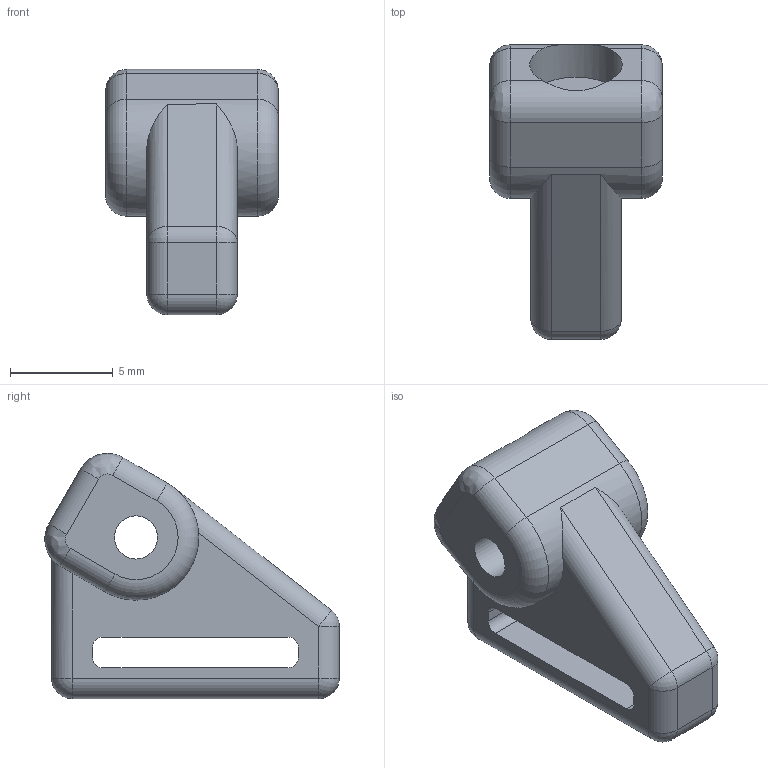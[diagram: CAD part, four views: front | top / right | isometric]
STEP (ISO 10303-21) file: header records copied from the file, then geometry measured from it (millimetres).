
FILE_DESCRIPTION(/* description */ ('','CAx-IF Rec.Pracs.---Representation and Presentation of Product Manufacturing Information (PMI)---4.0---2014-10-13'),/* implementation_level */ '2;1');
FILE_NAME(/* name */ 'Thumb_7.step',/* time_stamp */ '2025-02-11T18:12:25+08:00',/* author */ (''),/* organization */ (''),/* preprocessor_version */ 'ST-DEVELOPER v20',/* originating_system */ 'Autodesk Translation Framework v13.20.0.188',/* authorisation */ '');
FILE_SCHEMA (('AP242_MANAGED_MODEL_BASED_3D_ENGINEERING_MIM_LF { 1 0 10303 442 1 1 4 }'));
Length unit declared in the file: millimetre
Products named in the file (1): Fusion 零部件
Bounding box: 8.4 x 14.33 x 11.94 mm (x, y, z)
Volume: 545 mm3; surface area: 625.8 mm2
Topology: 1 solids, 1 shells, 56 faces, 132 edges, 78 vertices
Faces by surface type: cylinder 26, plane 18, sphere 6, bspline 4, torus 2
Full cylindrical faces by diameter (mm): 2.1 x1, 4.5 x1
Entity records: 1699 total; most frequent: CARTESIAN_POINT 350, DIRECTION 292, ORIENTED_EDGE 264, EDGE_CURVE 132, AXIS2_PLACEMENT_3D 113, VERTEX_POINT 78, LINE 66, VECTOR 66
